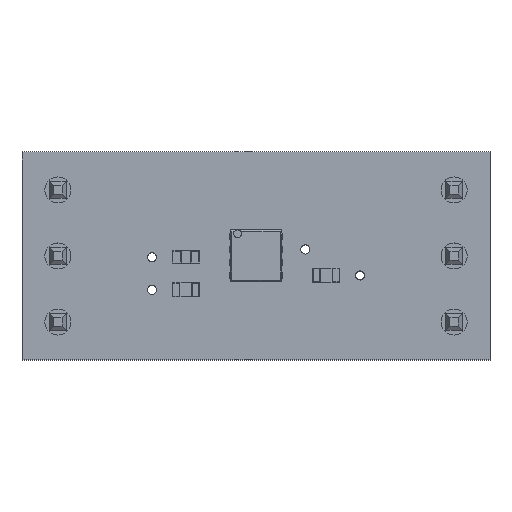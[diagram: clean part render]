
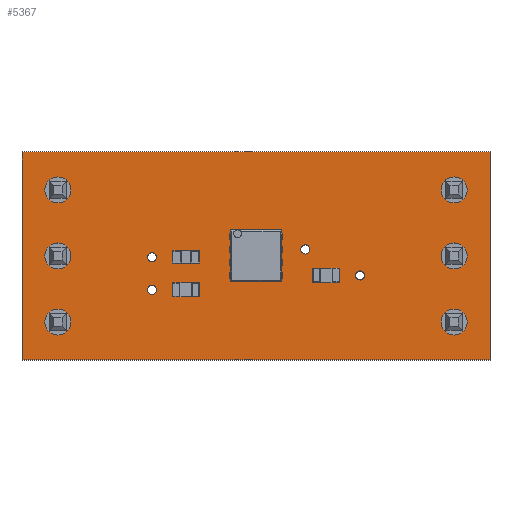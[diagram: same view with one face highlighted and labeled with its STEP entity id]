
A CAD part, top view. The second image highlights one B-rep face of the part: STEP entity #5367.
In plain terms, the highlighted planar face has unit normal (0, 0, 1).
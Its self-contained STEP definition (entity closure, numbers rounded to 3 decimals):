
#97=FACE_BOUND('',#697,.T.);
#98=FACE_BOUND('',#698,.T.);
#99=FACE_BOUND('',#699,.T.);
#100=FACE_BOUND('',#700,.T.);
#101=FACE_BOUND('',#701,.T.);
#102=FACE_BOUND('',#702,.T.);
#103=FACE_BOUND('',#703,.T.);
#104=FACE_BOUND('',#704,.T.);
#105=FACE_BOUND('',#705,.T.);
#106=FACE_BOUND('',#706,.T.);
#131=PLANE('',#5784);
#368=FACE_OUTER_BOUND('',#696,.T.);
#696=EDGE_LOOP('',(#3600,#3601,#3602,#3603));
#697=EDGE_LOOP('',(#3604));
#698=EDGE_LOOP('',(#3605));
#699=EDGE_LOOP('',(#3606));
#700=EDGE_LOOP('',(#3607));
#701=EDGE_LOOP('',(#3608));
#702=EDGE_LOOP('',(#3609));
#703=EDGE_LOOP('',(#3610));
#704=EDGE_LOOP('',(#3611));
#705=EDGE_LOOP('',(#3612));
#706=EDGE_LOOP('',(#3613));
#1052=LINE('',#7862,#1648);
#1055=LINE('',#7868,#1651);
#1058=LINE('',#7874,#1654);
#1061=LINE('',#7878,#1657);
#1648=VECTOR('',#6310,10.);
#1651=VECTOR('',#6315,10.);
#1654=VECTOR('',#6320,10.);
#1657=VECTOR('',#6325,10.);
#2233=CIRCLE('',#5752,0.5);
#2235=CIRCLE('',#5755,0.5);
#2237=CIRCLE('',#5758,0.175);
#2239=CIRCLE('',#5761,0.175);
#2241=CIRCLE('',#5764,0.175);
#2243=CIRCLE('',#5767,0.175);
#2245=CIRCLE('',#5770,0.5);
#2247=CIRCLE('',#5773,0.5);
#2249=CIRCLE('',#5776,0.5);
#2251=CIRCLE('',#5779,0.5);
#2371=VERTEX_POINT('',#7798);
#2373=VERTEX_POINT('',#7804);
#2375=VERTEX_POINT('',#7810);
#2377=VERTEX_POINT('',#7816);
#2379=VERTEX_POINT('',#7822);
#2381=VERTEX_POINT('',#7828);
#2383=VERTEX_POINT('',#7834);
#2385=VERTEX_POINT('',#7840);
#2387=VERTEX_POINT('',#7846);
#2389=VERTEX_POINT('',#7852);
#2392=VERTEX_POINT('',#7859);
#2393=VERTEX_POINT('',#7861);
#2395=VERTEX_POINT('',#7867);
#2397=VERTEX_POINT('',#7873);
#2810=EDGE_CURVE('',#2371,#2371,#2233,.T.);
#2813=EDGE_CURVE('',#2373,#2373,#2235,.T.);
#2816=EDGE_CURVE('',#2375,#2375,#2237,.T.);
#2819=EDGE_CURVE('',#2377,#2377,#2239,.T.);
#2822=EDGE_CURVE('',#2379,#2379,#2241,.T.);
#2825=EDGE_CURVE('',#2381,#2381,#2243,.T.);
#2828=EDGE_CURVE('',#2383,#2383,#2245,.T.);
#2831=EDGE_CURVE('',#2385,#2385,#2247,.T.);
#2834=EDGE_CURVE('',#2387,#2387,#2249,.T.);
#2837=EDGE_CURVE('',#2389,#2389,#2251,.T.);
#2840=EDGE_CURVE('',#2393,#2392,#1052,.T.);
#2843=EDGE_CURVE('',#2395,#2393,#1055,.T.);
#2846=EDGE_CURVE('',#2397,#2395,#1058,.T.);
#2849=EDGE_CURVE('',#2392,#2397,#1061,.T.);
#3600=ORIENTED_EDGE('',*,*,#2849,.T.);
#3601=ORIENTED_EDGE('',*,*,#2846,.T.);
#3602=ORIENTED_EDGE('',*,*,#2843,.T.);
#3603=ORIENTED_EDGE('',*,*,#2840,.T.);
#3604=ORIENTED_EDGE('',*,*,#2810,.T.);
#3605=ORIENTED_EDGE('',*,*,#2813,.T.);
#3606=ORIENTED_EDGE('',*,*,#2816,.T.);
#3607=ORIENTED_EDGE('',*,*,#2819,.T.);
#3608=ORIENTED_EDGE('',*,*,#2822,.T.);
#3609=ORIENTED_EDGE('',*,*,#2825,.T.);
#3610=ORIENTED_EDGE('',*,*,#2828,.T.);
#3611=ORIENTED_EDGE('',*,*,#2831,.T.);
#3612=ORIENTED_EDGE('',*,*,#2834,.T.);
#3613=ORIENTED_EDGE('',*,*,#2837,.T.);
#5367=ADVANCED_FACE('',(#368,#97,#98,#99,#100,#101,#102,#103,#104,#105,
#106),#131,.T.);
#5752=AXIS2_PLACEMENT_3D('',#7800,#6241,#6242);
#5755=AXIS2_PLACEMENT_3D('',#7806,#6248,#6249);
#5758=AXIS2_PLACEMENT_3D('',#7812,#6255,#6256);
#5761=AXIS2_PLACEMENT_3D('',#7818,#6262,#6263);
#5764=AXIS2_PLACEMENT_3D('',#7824,#6269,#6270);
#5767=AXIS2_PLACEMENT_3D('',#7830,#6276,#6277);
#5770=AXIS2_PLACEMENT_3D('',#7836,#6283,#6284);
#5773=AXIS2_PLACEMENT_3D('',#7842,#6290,#6291);
#5776=AXIS2_PLACEMENT_3D('',#7848,#6297,#6298);
#5779=AXIS2_PLACEMENT_3D('',#7854,#6304,#6305);
#5784=AXIS2_PLACEMENT_3D('',#7879,#6326,#6327);
#6241=DIRECTION('center_axis',(0.,0.,-1.));
#6242=DIRECTION('ref_axis',(-1.,0.,0.));
#6248=DIRECTION('center_axis',(0.,0.,-1.));
#6249=DIRECTION('ref_axis',(-1.,0.,0.));
#6255=DIRECTION('center_axis',(0.,0.,-1.));
#6256=DIRECTION('ref_axis',(1.,0.,0.));
#6262=DIRECTION('center_axis',(0.,0.,-1.));
#6263=DIRECTION('ref_axis',(1.,0.,0.));
#6269=DIRECTION('center_axis',(0.,0.,-1.));
#6270=DIRECTION('ref_axis',(1.,0.,0.));
#6276=DIRECTION('center_axis',(0.,0.,-1.));
#6277=DIRECTION('ref_axis',(1.,0.,0.));
#6283=DIRECTION('center_axis',(0.,0.,-1.));
#6284=DIRECTION('ref_axis',(-1.,0.,0.));
#6290=DIRECTION('center_axis',(0.,0.,-1.));
#6291=DIRECTION('ref_axis',(-1.,0.,0.));
#6297=DIRECTION('center_axis',(0.,0.,-1.));
#6298=DIRECTION('ref_axis',(-1.,0.,0.));
#6304=DIRECTION('center_axis',(0.,0.,-1.));
#6305=DIRECTION('ref_axis',(-1.,0.,0.));
#6310=DIRECTION('',(-1.,0.,0.));
#6315=DIRECTION('',(0.,1.,0.));
#6320=DIRECTION('',(1.,0.,0.));
#6325=DIRECTION('',(0.,-1.,0.));
#6326=DIRECTION('center_axis',(0.,0.,1.));
#6327=DIRECTION('ref_axis',(1.,0.,0.));
#7798=CARTESIAN_POINT('',(8.12,0.,1.671));
#7800=CARTESIAN_POINT('Origin',(7.62,0.,1.671));
#7804=CARTESIAN_POINT('',(-7.12,-2.54,1.671));
#7806=CARTESIAN_POINT('Origin',(-7.62,-2.54,1.671));
#7810=CARTESIAN_POINT('',(1.725,0.25,1.671));
#7812=CARTESIAN_POINT('Origin',(1.9,0.25,1.671));
#7816=CARTESIAN_POINT('',(3.825,-0.75,1.671));
#7818=CARTESIAN_POINT('Origin',(4.,-0.75,1.671));
#7822=CARTESIAN_POINT('',(-4.175,-0.05,1.671));
#7824=CARTESIAN_POINT('Origin',(-4.,-0.05,1.671));
#7828=CARTESIAN_POINT('',(-4.175,-1.3,1.671));
#7830=CARTESIAN_POINT('Origin',(-4.,-1.3,1.671));
#7834=CARTESIAN_POINT('',(-7.12,2.54,1.671));
#7836=CARTESIAN_POINT('Origin',(-7.62,2.54,1.671));
#7840=CARTESIAN_POINT('',(-7.12,0.,1.671));
#7842=CARTESIAN_POINT('Origin',(-7.62,0.,1.671));
#7846=CARTESIAN_POINT('',(8.12,2.54,1.671));
#7848=CARTESIAN_POINT('Origin',(7.62,2.54,1.671));
#7852=CARTESIAN_POINT('',(8.12,-2.54,1.671));
#7854=CARTESIAN_POINT('Origin',(7.62,-2.54,1.671));
#7859=CARTESIAN_POINT('',(-9.,4.,1.671));
#7861=CARTESIAN_POINT('',(9.,4.,1.671));
#7862=CARTESIAN_POINT('',(9.,4.,1.671));
#7867=CARTESIAN_POINT('',(9.,-4.,1.671));
#7868=CARTESIAN_POINT('',(9.,-4.,1.671));
#7873=CARTESIAN_POINT('',(-9.,-4.,1.671));
#7874=CARTESIAN_POINT('',(-9.,-4.,1.671));
#7878=CARTESIAN_POINT('',(-9.,4.,1.671));
#7879=CARTESIAN_POINT('Origin',(0.,0.,1.671));
